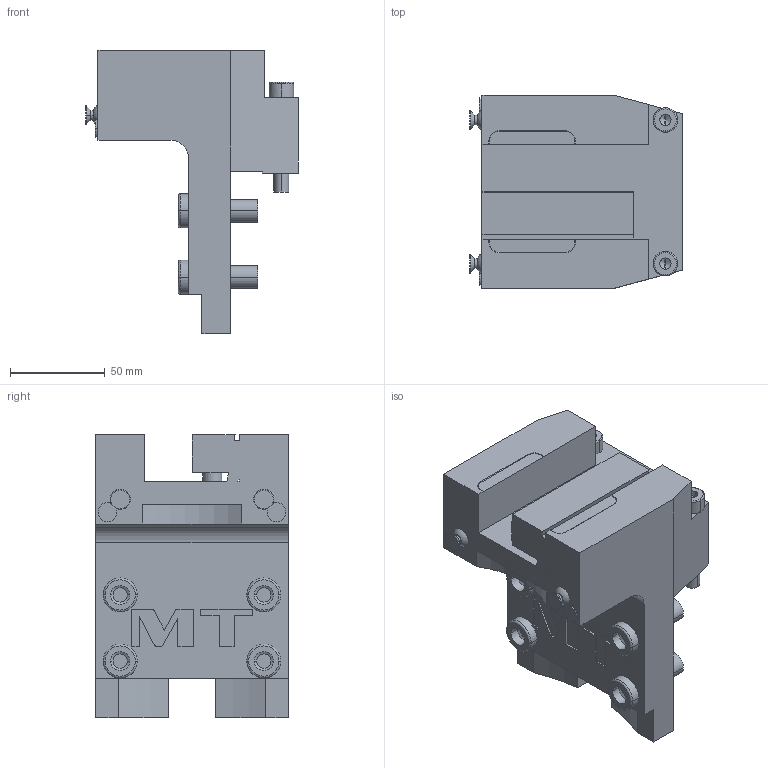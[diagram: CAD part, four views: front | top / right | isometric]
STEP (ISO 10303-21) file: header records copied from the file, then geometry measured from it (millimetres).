
FILE_DESCRIPTION((''),'2;1');
FILE_NAME('MSL0652500_CONF','2023-02-28T16:59:06',('sterribile'),('M.T. srl'),'CREO PARAMETRIC BY PTC INC, 2021072','CREO PARAMETRIC BY PTC INC, 2021072','');
FILE_SCHEMA(('CONFIG_CONTROL_DESIGN'));
Length unit declared in the file: millimetre
Products named in the file (1): MSL0652500_CONF
Bounding box: 112.55 x 102 x 150 mm (x, y, z)
Volume: 651088.9 mm3; surface area: 78030.7 mm2
Topology: 1 solids, 1 shells, 190 faces, 471 edges, 300 vertices
Faces by surface type: plane 93, cylinder 57, cone 24, torus 12, sphere 2, extrusion 2
Entity records: 5721 total; most frequent: CARTESIAN_POINT 1023, DIRECTION 1011, ORIENTED_EDGE 934, EDGE_CURVE 467, AXIS2_PLACEMENT_3D 362, VERTEX_POINT 300, VECTOR 287, LINE 285
